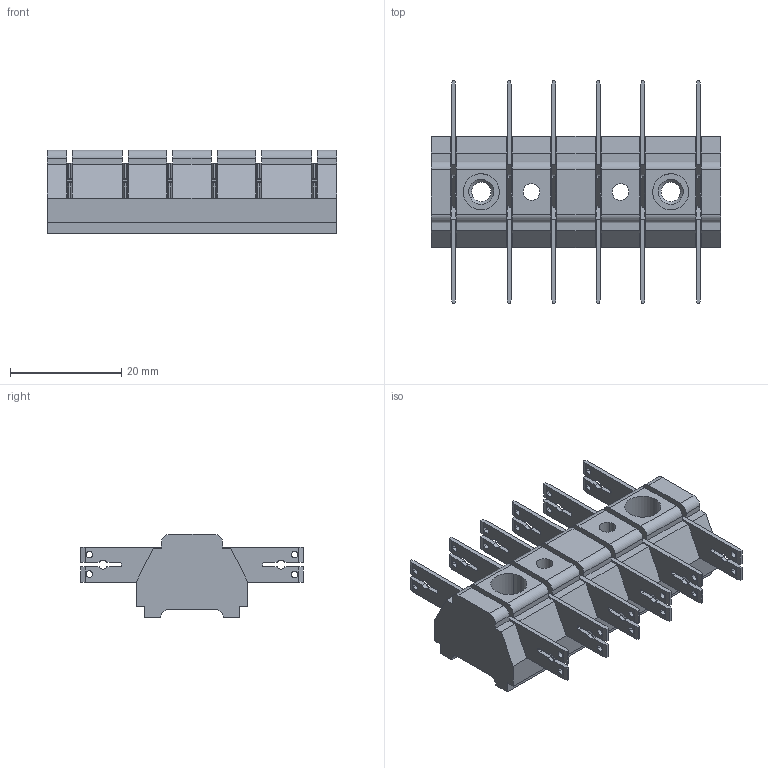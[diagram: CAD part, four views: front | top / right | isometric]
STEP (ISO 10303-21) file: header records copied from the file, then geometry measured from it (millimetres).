
FILE_DESCRIPTION(('CATIA V5R24 STEP','CAx-IF Rec.Pracs.--- Model Styling and Organization---1.2---2011-12-15'),'2;1');
FILE_NAME ('002135-1_1', '2018-08-27T09:03:40+00:00', ('Weidmueller Interface'), ('Weidmueller'), 'CATIA Version 5-6 Release 2014 SP4 HF52', 'CATIA V5 STEP AP214', 'none');
FILE_SCHEMA(('AUTOMOTIVE_DESIGN { 1 0 10303 214 1 1 1 1 }'));
Length unit declared in the file: millimetre
Products named in the file (1): 0479720000
Bounding box: 52 x 40 x 15 mm (x, y, z)
Volume: 8952.5 mm3; surface area: 10744.4 mm2
Topology: 7 solids, 7 shells, 758 faces, 2152 edges, 1396 vertices
Faces by surface type: plane 470, cylinder 236, sphere 48, cone 4
Entity records: 23540 total; most frequent: CARTESIAN_POINT 5338, ORIENTED_EDGE 4304, DIRECTION 2870, EDGE_CURVE 2152, VECTOR 1548, LINE 1548, VERTEX_POINT 1396, AXIS2_PLACEMENT_3D 902
